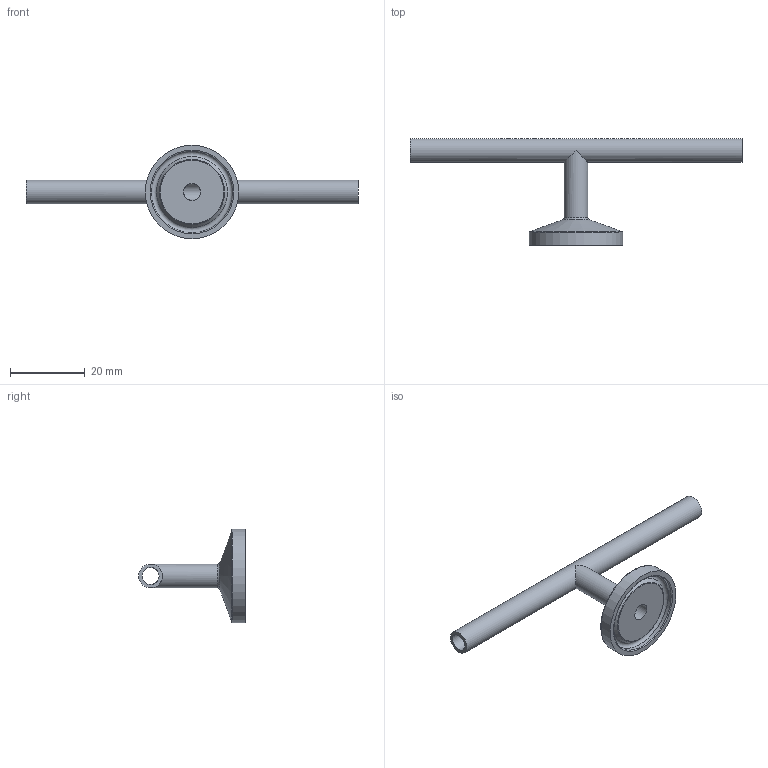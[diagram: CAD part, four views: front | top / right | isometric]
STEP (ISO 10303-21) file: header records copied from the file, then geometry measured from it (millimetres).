
FILE_DESCRIPTION(('Short Outlet Clamp Joint Tee_6,35x0,89-6,35x0,89_L89_l25,4_Fl25_V00'),'2;1');
FILE_NAME('Short Outlet Clamp Joint Tee_6,35x0,89-6,35x0,89_L89_l25,4_Fl25_V00.stp','2013-11-07T13:43:27',('DOCKWEILER AG'),('DOCKWEILER AG'),'Autodesk Inventor 2012','Autodesk Inventor 2012','');
FILE_SCHEMA(('CONFIG_CONTROL_DESIGN'));
Length unit declared in the file: millimetre
Products named in the file (3): N0010_002_002_005_Rev01; N0003_003_001_01; N0016_003_001_001
Assembly tree (2 placements, depth 2):
  N0010_002_002_005_Rev01
    N0003_003_001_01
    N0016_003_001_001
Bounding box: 89 x 28.57 x 25 mm (x, y, z)
Volume: 3551.8 mm3; surface area: 5110.3 mm2
Topology: 2 solids, 2 shells, 19 faces, 43 edges, 27 vertices
Faces by surface type: cylinder 8, torus 5, plane 4, cone 2
Full cylindrical faces by diameter (mm): 4.57 x3, 6.35 x2, 21.83 x1, 25 x1
Entity records: 603 total; most frequent: CARTESIAN_POINT 138, DIRECTION 88, ORIENTED_EDGE 46, AXIS2_PLACEMENT_3D 44, EDGE_LOOP 40, VERTEX_POINT 23, EDGE_CURVE 23, FACE_BOUND 21
